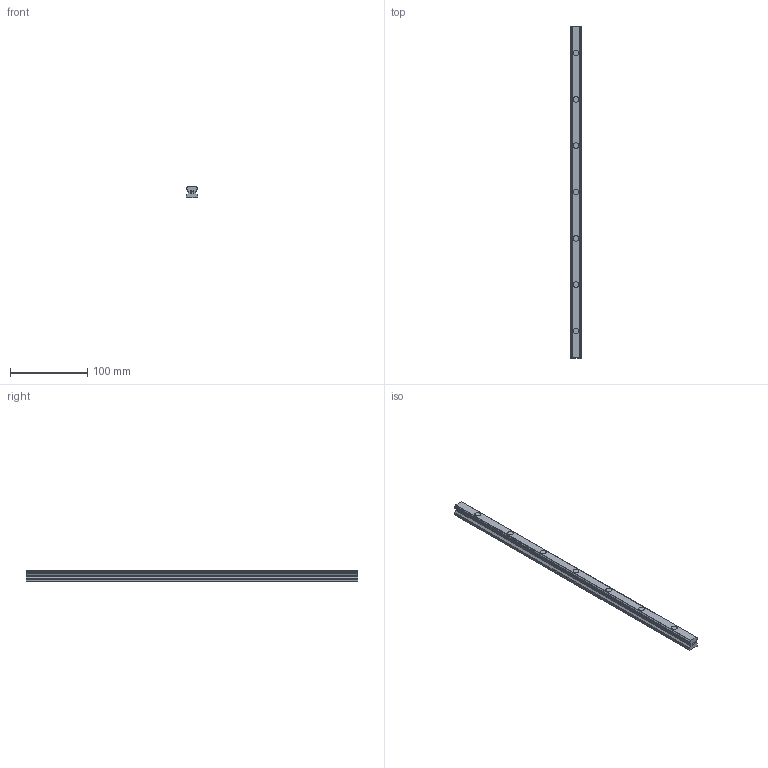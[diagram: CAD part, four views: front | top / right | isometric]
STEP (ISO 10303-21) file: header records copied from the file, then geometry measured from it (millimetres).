
FILE_DESCRIPTION(('STEP AP214'),'1');
FILE_NAME('cctmp_00C0B7C6-C0CD-455A-89C2-D094F041682B_2020_5_13_8_16_9_763..stp','2020-05-13T06:16:09',('HIWIN GmbH'),('CADClick - www.CADClick.com'),'Spatial InterOp 3D',' ','unknown authorization');
FILE_SCHEMA(('AUTOMOTIVE_DESIGN'));
Length unit declared in the file: millimetre
Products named in the file (1): HGR15R430H_FILE
Bounding box: 15 x 430 x 15 mm (x, y, z)
Volume: 79065.9 mm3; surface area: 28900.3 mm2
Topology: 1 solids, 1 shells, 178 faces, 453 edges, 302 vertices
Faces by surface type: plane 110, cylinder 68
Entity records: 6841 total; most frequent: DIRECTION 947, CARTESIAN_POINT 934, ORIENTED_EDGE 906, EDGE_CURVE 453, LINE 317, VECTOR 317, AXIS2_PLACEMENT_3D 315, VERTEX_POINT 302
